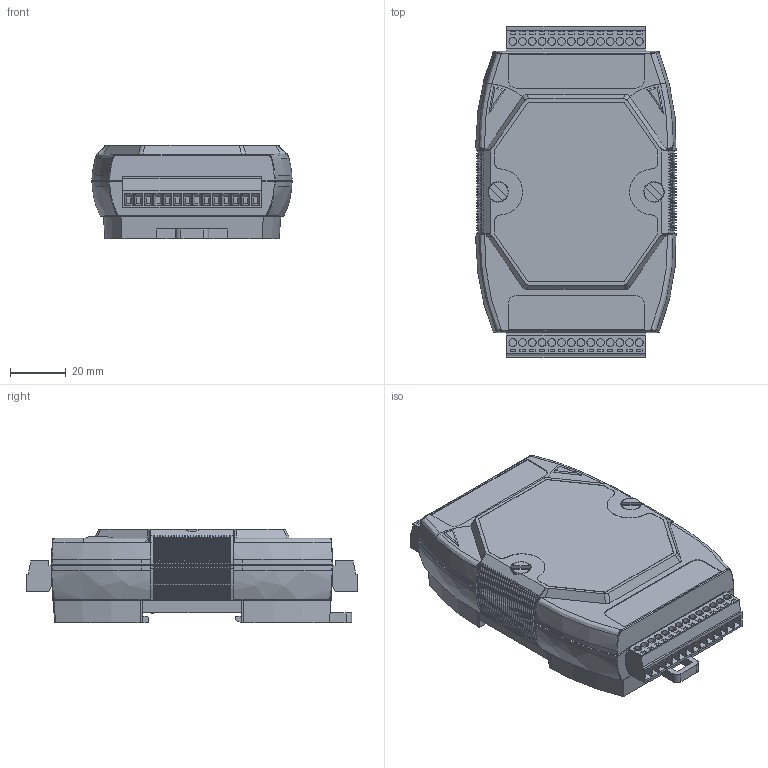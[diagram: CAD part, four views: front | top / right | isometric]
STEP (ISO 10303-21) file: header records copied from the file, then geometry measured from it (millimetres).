
FILE_DESCRIPTION (( 'STEP AP203' ), '1' );
FILE_NAME ('7000_14P_14P_P.STEP', '2024-03-05T07:37:51', ( 'Windows 使用者' ), ( '' ), 'SwSTEP 2.0', 'SolidWorks 2020', '' );
FILE_SCHEMA (( 'CONFIG_CONTROL_DESIGN' ));
Length unit declared in the file: millimetre
Products named in the file (13): SW180; 7K_PCB; 7000右翅膀; 7000_14P_14P_01; 7000_14P_14P_02; 7000_14P_14P_P; 7000左翅膀; MC420-350_14; 7000-PCGai.sldasm-Part-1; 7000軌道固定片; ME030-35014_; 貼紙
Assembly tree (14 placements, depth 3):
  7000_14P_14P_P
    7000_14P_14P_01
    7000_14P_14P_02
    7000軌道固定片
    7000左翅膀
    7000右翅膀
    7000-PCGai.sldasm-Part-1  x2
    7K_PCB
    SW180
    貼紙
    MC420-350_14  x2
      ME030-35014_
      MC420-350_14
Bounding box: 72.04 x 119.19 x 33.6 mm (x, y, z)
Volume: 63191.7 mm3; surface area: 91041.9 mm2
Topology: 14 solids, 14 shells, 4270 faces, 11373 edges, 7378 vertices
Faces by surface type: plane 2963, cylinder 428, bspline 350, cone 269, torus 238, sphere 22
Entity records: 112881 total; most frequent: CARTESIAN_POINT 38019, ORIENTED_EDGE 16992, DIRECTION 13059, EDGE_CURVE 8496, VERTEX_POINT 5544, AXIS2_PLACEMENT_3D 4353, VECTOR 4353, LINE 4353
